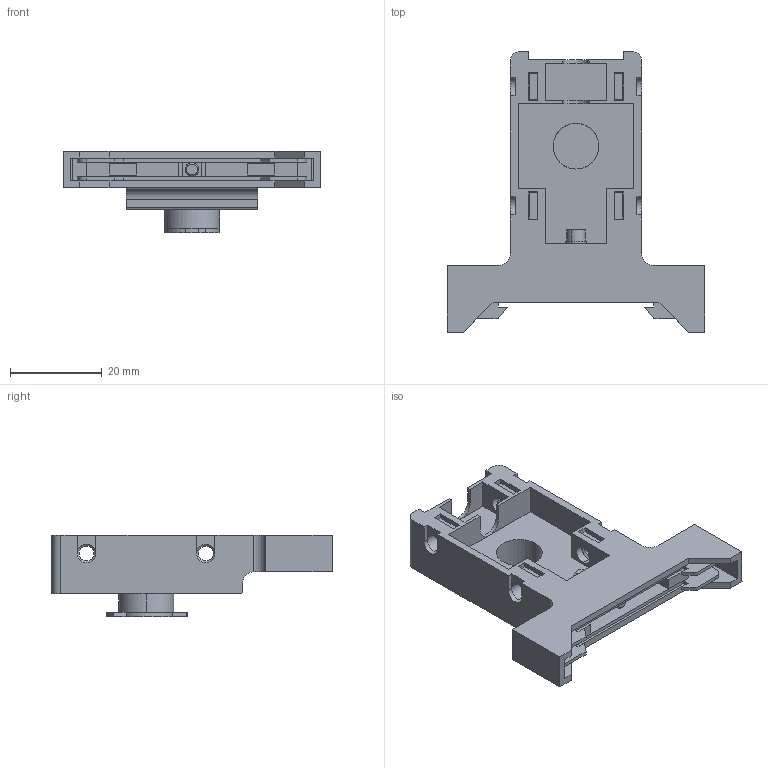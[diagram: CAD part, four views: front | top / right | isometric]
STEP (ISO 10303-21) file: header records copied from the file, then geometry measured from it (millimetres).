
FILE_DESCRIPTION(('CATIA V5 STEP Exchange','CAx-IF Rec.Pracs.--- Model Styling and Organization---1.2---2011-12-15'),'2;1');
FILE_NAME ('016663-3_1', '2018-08-27T12:45:54+00:00', ('none'), ('Weidmueller'), 'CATIA Version 5-6 Release 2014', 'CATIA V5 STEP AP214', 'none');
FILE_SCHEMA(('AUTOMOTIVE_DESIGN { 1 0 10303 214 1 1 1 1 }'));
Length unit declared in the file: millimetre
Products named in the file (1): 1595220000
Bounding box: 56.2 x 61.2 x 17.8 mm (x, y, z)
Volume: 10453.4 mm3; surface area: 13798.9 mm2
Topology: 10 solids, 10 shells, 283 faces, 738 edges, 482 vertices
Faces by surface type: plane 200, cylinder 65, cone 18
Entity records: 8072 total; most frequent: ORIENTED_EDGE 1476, CARTESIAN_POINT 1402, DIRECTION 1100, EDGE_CURVE 738, VECTOR 570, LINE 570, VERTEX_POINT 482, AXIS2_PLACEMENT_3D 350
